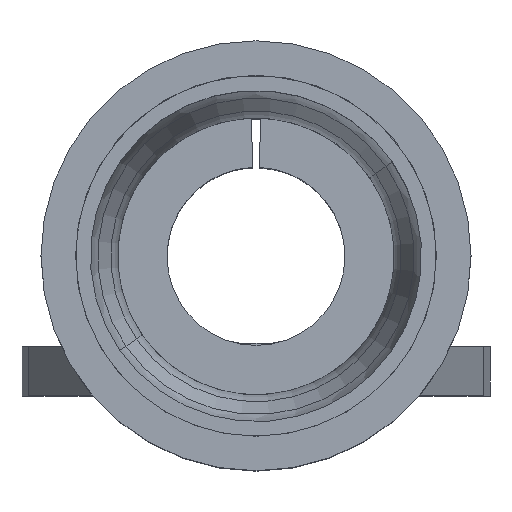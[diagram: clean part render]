
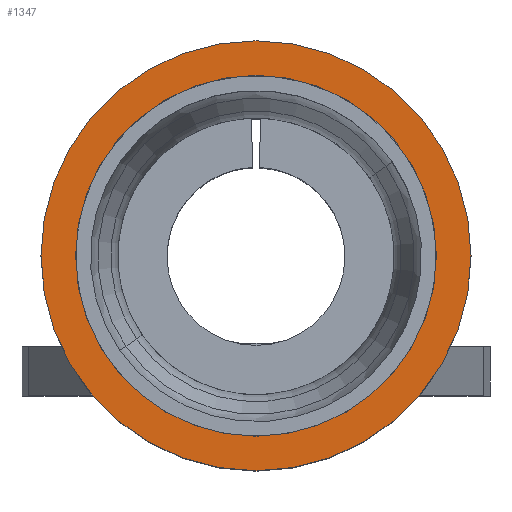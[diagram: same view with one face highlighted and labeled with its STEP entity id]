
A CAD part, top view. The second image highlights one B-rep face of the part: STEP entity #1347.
In plain terms, the highlighted planar face has unit normal (0, 0, 1).
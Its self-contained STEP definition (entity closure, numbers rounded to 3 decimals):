
#52 = ORIENTED_EDGE ( 'NONE', *, *, #1891, .T. ) ;
#141 = CIRCLE ( 'NONE', #2176, 4.35 ) ;
#245 = PLANE ( 'NONE',  #1654 ) ;
#336 = EDGE_LOOP ( 'NONE', ( #1398, #52 ) ) ;
#466 = CIRCLE ( 'NONE', #803, 4.35 ) ;
#600 = FACE_BOUND ( 'NONE', #850, .T. ) ;
#624 = CARTESIAN_POINT ( 'NONE',  ( 4.35, 0., 3.3 ) ) ;
#738 = DIRECTION ( 'NONE',  ( 1., 0., 0. ) ) ;
#803 = AXIS2_PLACEMENT_3D ( 'NONE', #1550, #2284, #1366 ) ;
#850 = EDGE_LOOP ( 'NONE', ( #1672, #950 ) ) ;
#950 = ORIENTED_EDGE ( 'NONE', *, *, #2004, .F. ) ;
#1025 = CARTESIAN_POINT ( 'NONE',  ( 0., 0., 3.3 ) ) ;
#1205 = VERTEX_POINT ( 'NONE', #2039 ) ;
#1215 = EDGE_CURVE ( 'NONE', #2132, #1205, #1263, .T. ) ;
#1263 = CIRCLE ( 'NONE', #1337, 3.65 ) ;
#1269 = CARTESIAN_POINT ( 'NONE',  ( 0., 0., 3.3 ) ) ;
#1294 = DIRECTION ( 'NONE',  ( 0., 0., 1. ) ) ;
#1302 = VERTEX_POINT ( 'NONE', #1647 ) ;
#1337 = AXIS2_PLACEMENT_3D ( 'NONE', #2379, #1454, #738 ) ;
#1347 = ADVANCED_FACE ( 'NONE', ( #2100, #600 ), #245, .T. ) ;
#1362 = DIRECTION ( 'NONE',  ( 1., 0., 0. ) ) ;
#1366 = DIRECTION ( 'NONE',  ( 1., 0., 0. ) ) ;
#1398 = ORIENTED_EDGE ( 'NONE', *, *, #2103, .T. ) ;
#1415 = DIRECTION ( 'NONE',  ( 1., 0., 0. ) ) ;
#1421 = AXIS2_PLACEMENT_3D ( 'NONE', #1025, #2335, #1415 ) ;
#1454 = DIRECTION ( 'NONE',  ( 0., 0., 1. ) ) ;
#1550 = CARTESIAN_POINT ( 'NONE',  ( 0., 0., 3.3 ) ) ;
#1647 = CARTESIAN_POINT ( 'NONE',  ( -4.35, 0., 3.3 ) ) ;
#1654 = AXIS2_PLACEMENT_3D ( 'NONE', #1889, #2283, #1362 ) ;
#1672 = ORIENTED_EDGE ( 'NONE', *, *, #1215, .F. ) ;
#1767 = VERTEX_POINT ( 'NONE', #624 ) ;
#1822 = CARTESIAN_POINT ( 'NONE',  ( 3.65, 0., 3.3 ) ) ;
#1889 = CARTESIAN_POINT ( 'NONE',  ( 0., 3.65, 3.3 ) ) ;
#1891 = EDGE_CURVE ( 'NONE', #1302, #1767, #466, .T. ) ;
#2004 = EDGE_CURVE ( 'NONE', #1205, #2132, #2117, .T. ) ;
#2030 = DIRECTION ( 'NONE',  ( 1., 0., 0. ) ) ;
#2039 = CARTESIAN_POINT ( 'NONE',  ( -3.65, 0., 3.3 ) ) ;
#2100 = FACE_OUTER_BOUND ( 'NONE', #336, .T. ) ;
#2103 = EDGE_CURVE ( 'NONE', #1767, #1302, #141, .T. ) ;
#2117 = CIRCLE ( 'NONE', #1421, 3.65 ) ;
#2132 = VERTEX_POINT ( 'NONE', #1822 ) ;
#2176 = AXIS2_PLACEMENT_3D ( 'NONE', #1269, #1294, #2030 ) ;
#2283 = DIRECTION ( 'NONE',  ( 0., 0., 1. ) ) ;
#2284 = DIRECTION ( 'NONE',  ( 0., 0., 1. ) ) ;
#2335 = DIRECTION ( 'NONE',  ( 0., 0., 1. ) ) ;
#2379 = CARTESIAN_POINT ( 'NONE',  ( 0., 0., 3.3 ) ) ;
